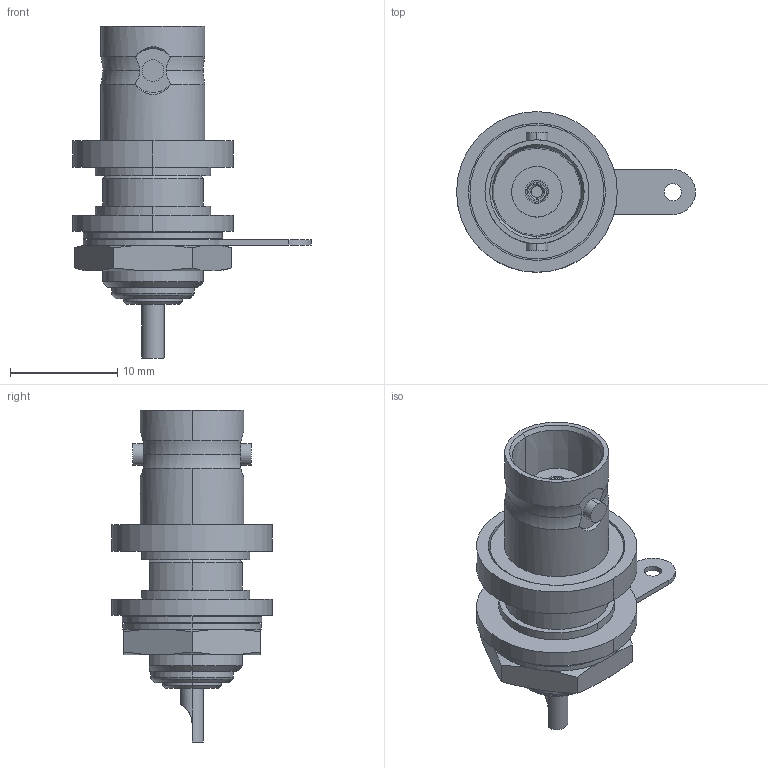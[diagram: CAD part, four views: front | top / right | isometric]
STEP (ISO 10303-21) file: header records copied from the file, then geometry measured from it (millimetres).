
FILE_DESCRIPTION (( 'STEP AP214' ), '1' );
FILE_NAME ('J01001D1222.STEP', '2018-02-19T14:55:56', ( '' ), ( '' ), 'SwSTEP 2.0', 'SolidWorks 2017', '' );
FILE_SCHEMA (( 'AUTOMOTIVE_DESIGN' ));
Length unit declared in the file: millimetre
Products named in the file (1): J01001D1222
Bounding box: 22.3 x 15 x 31 mm (x, y, z)
Volume: 2117.9 mm3; surface area: 2619.6 mm2
Topology: 3 solids, 3 shells, 287 faces, 701 edges, 440 vertices
Faces by surface type: plane 126, cylinder 71, cone 46, bspline 36, torus 8
Entity records: 12184 total; most frequent: CARTESIAN_POINT 2531, ORIENTED_EDGE 1398, DIRECTION 1253, EDGE_CURVE 699, AXIS2_PLACEMENT_3D 446, VERTEX_POINT 440, LINE 361, VECTOR 361
